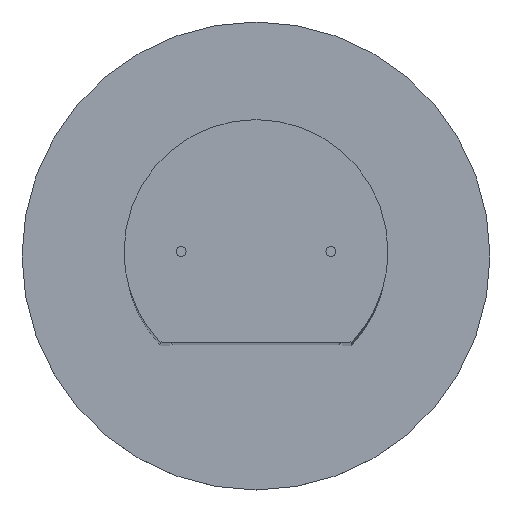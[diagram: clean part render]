
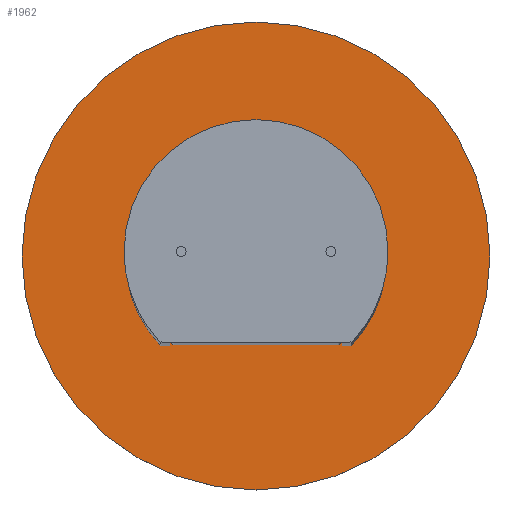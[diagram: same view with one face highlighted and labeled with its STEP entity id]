
A CAD part, top view. The second image highlights one B-rep face of the part: STEP entity #1962.
In plain terms, the highlighted face is planar.
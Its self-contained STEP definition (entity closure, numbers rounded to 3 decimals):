
#8 = EDGE_CURVE ( 'NONE', #803, #1504, #2946, .T. ) ;
#118 = DIRECTION ( 'NONE',  ( 0., 0., -1. ) ) ;
#223 = CARTESIAN_POINT ( 'NONE',  ( 0., 0., 0. ) ) ;
#236 = EDGE_CURVE ( 'NONE', #5302, #2480, #5586, .T. ) ;
#289 = ORIENTED_EDGE ( 'NONE', *, *, #236, .F. ) ;
#376 = CARTESIAN_POINT ( 'NONE',  ( 0., 0., 0. ) ) ;
#399 = AXIS2_PLACEMENT_3D ( 'NONE', #376, #3728, #5113 ) ;
#464 = CARTESIAN_POINT ( 'NONE',  ( 27., 0., 0. ) ) ;
#635 = CARTESIAN_POINT ( 'NONE',  ( 62.5, 0., 0. ) ) ;
#668 = AXIS2_PLACEMENT_3D ( 'NONE', #2034, #3285, #1625 ) ;
#773 = CIRCLE ( 'NONE', #1687, 62.5 ) ;
#783 = DIRECTION ( 'NONE',  ( 1., 0., 0. ) ) ;
#803 = VERTEX_POINT ( 'NONE', #2419 ) ;
#888 = CARTESIAN_POINT ( 'NONE',  ( 18.138, -20., 0. ) ) ;
#895 = EDGE_CURVE ( 'NONE', #1504, #803, #773, .T. ) ;
#1120 = LINE ( 'NONE', #4616, #4268 ) ;
#1125 = CIRCLE ( 'NONE', #4303, 27. ) ;
#1504 = VERTEX_POINT ( 'NONE', #635 ) ;
#1625 = DIRECTION ( 'NONE',  ( 1., 0., 0. ) ) ;
#1629 = DIRECTION ( 'NONE',  ( 0., 0., 1. ) ) ;
#1641 = FACE_OUTER_BOUND ( 'NONE', #4126, .T. ) ;
#1687 = AXIS2_PLACEMENT_3D ( 'NONE', #223, #1629, #2935 ) ;
#1845 = EDGE_CURVE ( 'NONE', #2297, #2703, #1125, .T. ) ;
#1907 = EDGE_CURVE ( 'NONE', #2703, #5302, #4484, .T. ) ;
#1962 = ADVANCED_FACE ( 'NONE', ( #5085, #1641 ), #4709, .F. ) ;
#2034 = CARTESIAN_POINT ( 'NONE',  ( 0., 0., 0. ) ) ;
#2297 = VERTEX_POINT ( 'NONE', #4584 ) ;
#2401 = ORIENTED_EDGE ( 'NONE', *, *, #8, .F. ) ;
#2419 = CARTESIAN_POINT ( 'NONE',  ( -62.5, 0., 0. ) ) ;
#2480 = VERTEX_POINT ( 'NONE', #888 ) ;
#2498 = AXIS2_PLACEMENT_3D ( 'NONE', #4651, #2861, #783 ) ;
#2501 = ORIENTED_EDGE ( 'NONE', *, *, #5442, .F. ) ;
#2568 = DIRECTION ( 'NONE',  ( 0., 0., 1. ) ) ;
#2664 = AXIS2_PLACEMENT_3D ( 'NONE', #5278, #2568, #4269 ) ;
#2703 = VERTEX_POINT ( 'NONE', #2790 ) ;
#2790 = CARTESIAN_POINT ( 'NONE',  ( -27., 0., 0. ) ) ;
#2828 = DIRECTION ( 'NONE',  ( -1., 0., 0. ) ) ;
#2861 = DIRECTION ( 'NONE',  ( 0., 0., -1. ) ) ;
#2935 = DIRECTION ( 'NONE',  ( 1., 0., 0. ) ) ;
#2946 = CIRCLE ( 'NONE', #2664, 62.5 ) ;
#3285 = DIRECTION ( 'NONE',  ( 0., 0., -1. ) ) ;
#3292 = EDGE_LOOP ( 'NONE', ( #2501, #289, #3493, #5218 ) ) ;
#3493 = ORIENTED_EDGE ( 'NONE', *, *, #1907, .F. ) ;
#3728 = DIRECTION ( 'NONE',  ( 0., 0., 1. ) ) ;
#4018 = CARTESIAN_POINT ( 'NONE',  ( 0., 0., 0. ) ) ;
#4126 = EDGE_LOOP ( 'NONE', ( #2401, #5104 ) ) ;
#4268 = VECTOR ( 'NONE', #2828, 1000. ) ;
#4269 = DIRECTION ( 'NONE',  ( 1., 0., 0. ) ) ;
#4303 = AXIS2_PLACEMENT_3D ( 'NONE', #4018, #118, #4937 ) ;
#4484 = CIRCLE ( 'NONE', #2498, 27. ) ;
#4584 = CARTESIAN_POINT ( 'NONE',  ( -18.138, -20., 0. ) ) ;
#4616 = CARTESIAN_POINT ( 'NONE',  ( 18.138, -20., 0. ) ) ;
#4651 = CARTESIAN_POINT ( 'NONE',  ( 0., 0., 0. ) ) ;
#4709 = PLANE ( 'NONE',  #399 ) ;
#4937 = DIRECTION ( 'NONE',  ( 1., 0., 0. ) ) ;
#5085 = FACE_BOUND ( 'NONE', #3292, .T. ) ;
#5104 = ORIENTED_EDGE ( 'NONE', *, *, #895, .F. ) ;
#5113 = DIRECTION ( 'NONE',  ( 1., 0., 0. ) ) ;
#5218 = ORIENTED_EDGE ( 'NONE', *, *, #1845, .F. ) ;
#5278 = CARTESIAN_POINT ( 'NONE',  ( 0., 0., 0. ) ) ;
#5302 = VERTEX_POINT ( 'NONE', #464 ) ;
#5442 = EDGE_CURVE ( 'NONE', #2480, #2297, #1120, .T. ) ;
#5586 = CIRCLE ( 'NONE', #668, 27. ) ;
